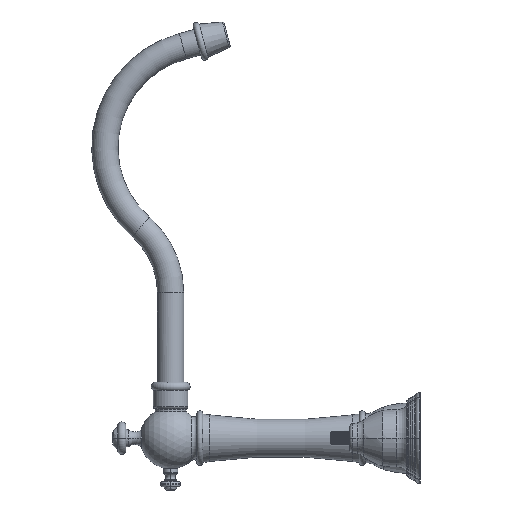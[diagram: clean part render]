
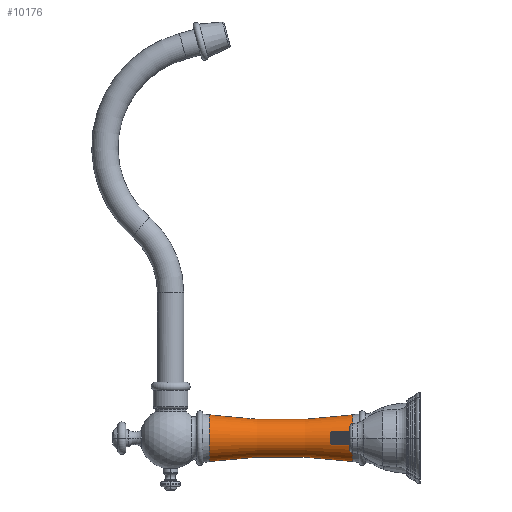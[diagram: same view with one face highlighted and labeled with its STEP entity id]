
A CAD part, left-side view. The second image highlights one B-rep face of the part: STEP entity #10176.
In plain terms, the highlighted toroidal (fillet/blend) face has major radius 394.335 mm and minor radius 381 mm.
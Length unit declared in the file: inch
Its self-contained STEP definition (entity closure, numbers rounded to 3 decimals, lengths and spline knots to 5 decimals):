
#4719=CARTESIAN_POINT('',(0.,2.39978,-15.525));
#4720=DIRECTION('',(-1.,0.,0.));
#4721=DIRECTION('',(0.,-0.136,0.991));
#4722=AXIS2_PLACEMENT_3D('',#4719,#4720,#4721);
#4724=CARTESIAN_POINT('',(0.,2.39978,15.525));
#4725=DIRECTION('',(1.,0.,0.));
#4726=DIRECTION('',(0.,-0.136,-0.991));
#4727=AXIS2_PLACEMENT_3D('',#4724,#4725,#4726);
#4729=CARTESIAN_POINT('',(0.,0.35518,0.));
#4730=DIRECTION('',(0.,1.,0.));
#4731=DIRECTION('',(0.,0.,-1.));
#4732=AXIS2_PLACEMENT_3D('',#4729,#4730,#4731);
#4754=CARTESIAN_POINT('',(0.,4.44438,0.));
#4755=DIRECTION('',(0.,1.,0.));
#4756=DIRECTION('',(0.,0.,-1.));
#4757=AXIS2_PLACEMENT_3D('',#4754,#4755,#4756);
#5644=CARTESIAN_POINT('',(0.,0.35518,-0.665));
#5645=VERTEX_POINT('',#5644);
#5646=CARTESIAN_POINT('',(0.,4.44438,-0.665));
#5647=VERTEX_POINT('',#5646);
#5654=CARTESIAN_POINT('',(0.,0.35518,0.665));
#5655=VERTEX_POINT('',#5654);
#5656=CARTESIAN_POINT('',(0.,4.44438,0.665));
#5657=VERTEX_POINT('',#5656);
#10162=CARTESIAN_POINT('',(0.,2.39978,0.));
#10163=DIRECTION('',(0.,-1.,0.));
#10164=DIRECTION('',(0.,0.,1.));
#10165=AXIS2_PLACEMENT_3D('',#10162,#10163,#10164);
#10166=TOROIDAL_SURFACE('',#10165,15.525,15.);
#10168=ORIENTED_EDGE('',*,*,#10167,.T.);
#10170=ORIENTED_EDGE('',*,*,#10169,.T.);
#10172=ORIENTED_EDGE('',*,*,#10171,.F.);
#10173=ORIENTED_EDGE('',*,*,#10155,.F.);
#10174=EDGE_LOOP('',(#10168,#10170,#10172,#10173));
#10175=FACE_OUTER_BOUND('',#10174,.F.);
#10176=ADVANCED_FACE('',(#10175),#10166,.F.);
#4723=CIRCLE('',#4722,15.);
#4728=CIRCLE('',#4727,15.);
#4733=CIRCLE('',#4732,0.665);
#4758=CIRCLE('',#4757,0.665);
#10155=EDGE_CURVE('',#5645,#5655,#4733,.T.);
#10167=EDGE_CURVE('',#5645,#5647,#4723,.T.);
#10169=EDGE_CURVE('',#5647,#5657,#4758,.T.);
#10171=EDGE_CURVE('',#5655,#5657,#4728,.T.);
